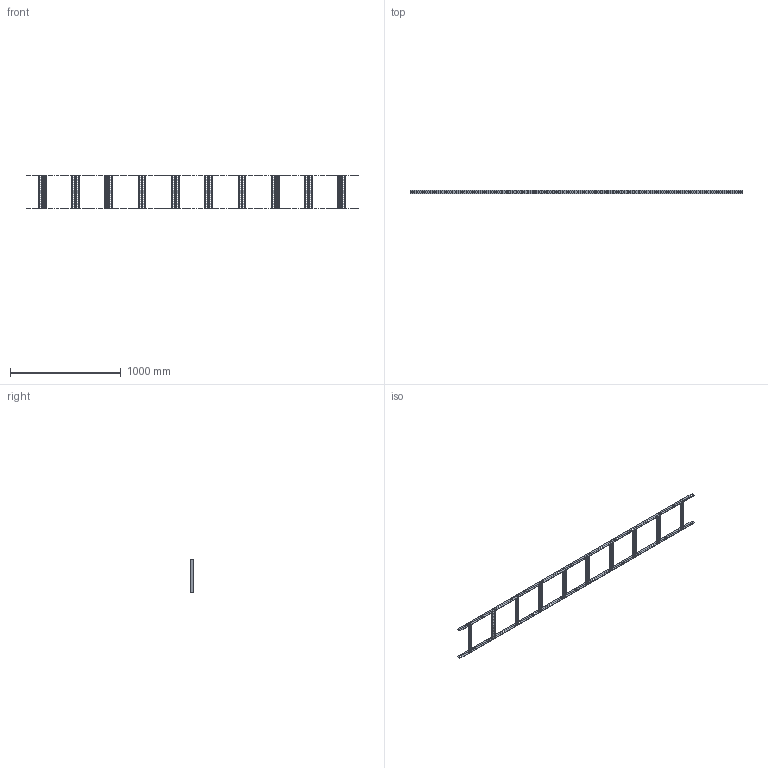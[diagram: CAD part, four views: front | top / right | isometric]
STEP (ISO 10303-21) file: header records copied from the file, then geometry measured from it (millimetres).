
FILE_DESCRIPTION (( 'STEP AP214' ), '1' );
FILE_NAME ('7098038.stp', '2018-01-26T07:25:49', ( '' ), ( '' ), 'SwSTEP 2.0', 'SolidWorks 2016', '' );
FILE_SCHEMA (( 'AUTOMOTIVE_DESIGN' ));
Length unit declared in the file: millimetre
Products named in the file (3): 7098038; 014697_gelocht; 014704_Z-Sprosse-300
Assembly tree (12 placements, depth 2):
  7098038
    014704_Z-Sprosse-300  x10
    014697_gelocht  x2
Bounding box: 2994 x 35 x 306 mm (x, y, z)
Volume: 802467.1 mm3; surface area: 950626.6 mm2
Topology: 12 solids, 12 shells, 2352 faces, 6984 edges, 4656 vertices
Faces by surface type: plane 1272, cylinder 1080
Entity records: 16830 total; most frequent: DIRECTION 2922, CARTESIAN_POINT 2875, ORIENTED_EDGE 2856, EDGE_CURVE 1428, AXIS2_PLACEMENT_3D 999, VERTEX_POINT 952, VECTOR 924, LINE 924
